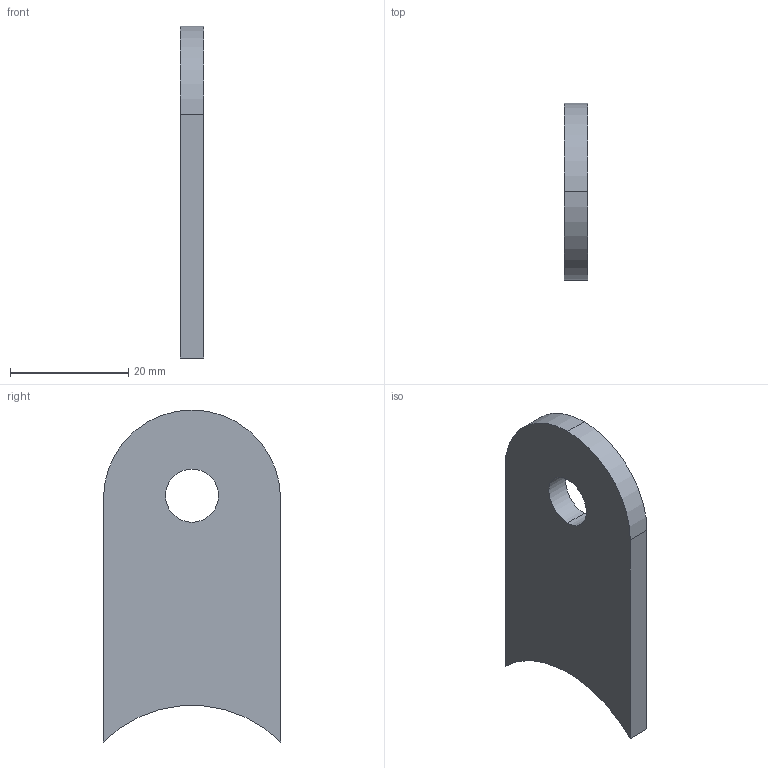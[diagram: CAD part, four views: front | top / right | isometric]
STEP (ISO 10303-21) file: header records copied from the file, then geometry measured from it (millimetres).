
FILE_DESCRIPTION (( 'STEP AP203' ), '1' );
FILE_NAME ('54110-240G42.step', '2019-02-20T13:29:12', ( '' ), ( '' ), 'SwSTEP 2.0', 'SolidWorks 2015', '' );
FILE_SCHEMA (( 'CONFIG_CONTROL_DESIGN' ));
Length unit declared in the file: millimetre
Products named in the file (1): 54110-240G42
Bounding box: 4 x 30 x 56.22 mm (x, y, z)
Volume: 5591 mm3; surface area: 3567.1 mm2
Topology: 1 solids, 1 shells, 263 faces, 699 edges, 466 vertices
Faces by surface type: plane 135, bspline 95, cylinder 33
Entity records: 12152 total; most frequent: CARTESIAN_POINT 6138, ORIENTED_EDGE 1398, DIRECTION 945, EDGE_CURVE 699, VERTEX_POINT 466, LINE 347, VECTOR 347, AXIS2_PLACEMENT_3D 299
